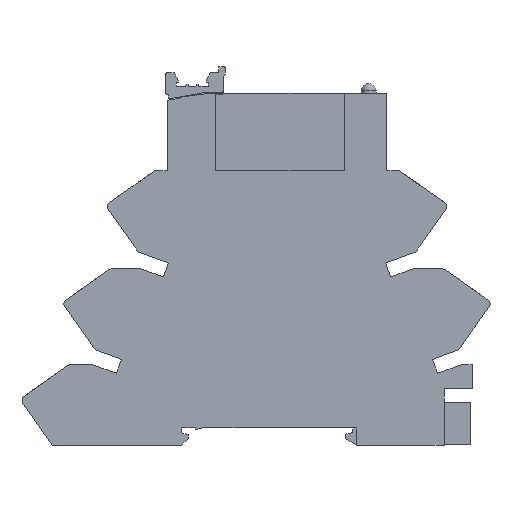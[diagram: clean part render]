
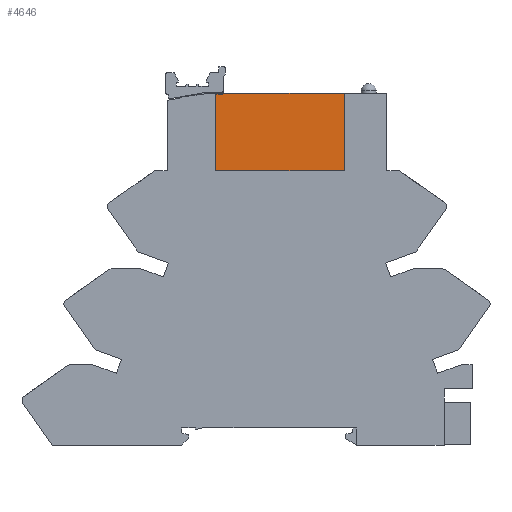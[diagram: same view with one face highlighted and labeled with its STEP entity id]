
A CAD part, left-side view. The second image highlights one B-rep face of the part: STEP entity #4646.
In plain terms, the highlighted planar face has unit normal (-1, 0, 0).
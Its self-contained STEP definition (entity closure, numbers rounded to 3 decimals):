
#941=FACE_OUTER_BOUND('',#1103,.T.);
#1103=EDGE_LOOP('',(#3643,#3644,#3645,#3646));
#1276=LINE('',#6247,#2088);
#1279=LINE('',#6253,#2091);
#1282=LINE('',#6259,#2094);
#1285=LINE('',#6263,#2097);
#2088=VECTOR('',#5019,1.);
#2091=VECTOR('',#5024,1.);
#2094=VECTOR('',#5029,1.);
#2097=VECTOR('',#5034,1.);
#2900=VERTEX_POINT('',#6244);
#2901=VERTEX_POINT('',#6246);
#2903=VERTEX_POINT('',#6252);
#2905=VERTEX_POINT('',#6258);
#3192=EDGE_CURVE('',#2901,#2900,#1276,.T.);
#3195=EDGE_CURVE('',#2903,#2901,#1279,.T.);
#3198=EDGE_CURVE('',#2905,#2903,#1282,.T.);
#3201=EDGE_CURVE('',#2900,#2905,#1285,.T.);
#3643=ORIENTED_EDGE('',*,*,#3201,.T.);
#3644=ORIENTED_EDGE('',*,*,#3198,.T.);
#3645=ORIENTED_EDGE('',*,*,#3195,.T.);
#3646=ORIENTED_EDGE('',*,*,#3192,.T.);
#4505=PLANE('',#4811);
#4646=ADVANCED_FACE('',(#941),#4505,.T.);
#4811=AXIS2_PLACEMENT_3D('',#6264,#5035,#5036);
#5019=DIRECTION('',(0.,-1.,0.));
#5024=DIRECTION('',(0.,0.,-1.));
#5029=DIRECTION('',(0.,1.,0.));
#5034=DIRECTION('',(0.,0.,1.));
#5035=DIRECTION('center_axis',(-1.,0.,0.));
#5036=DIRECTION('ref_axis',(0.,0.,1.));
#6244=CARTESIAN_POINT('',(0.65,-15.2,55.5));
#6246=CARTESIAN_POINT('',(0.65,10.8,55.5));
#6247=CARTESIAN_POINT('',(0.65,10.8,55.5));
#6252=CARTESIAN_POINT('',(0.65,10.8,71.2));
#6253=CARTESIAN_POINT('',(0.65,10.8,71.2));
#6258=CARTESIAN_POINT('',(0.65,-15.2,71.2));
#6259=CARTESIAN_POINT('',(0.65,-15.2,71.2));
#6263=CARTESIAN_POINT('',(0.65,-15.2,55.5));
#6264=CARTESIAN_POINT('Origin',(0.65,-2.2,63.35));
